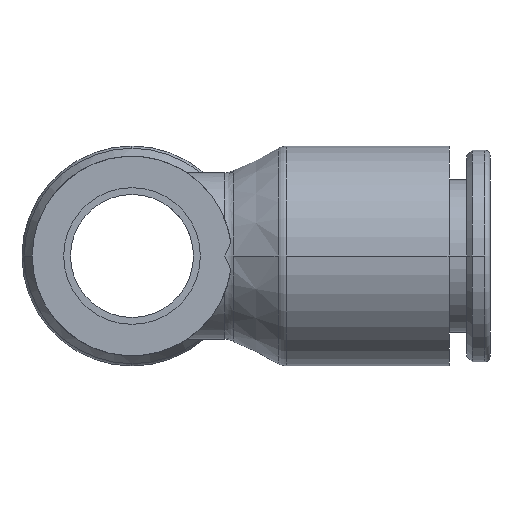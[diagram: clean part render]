
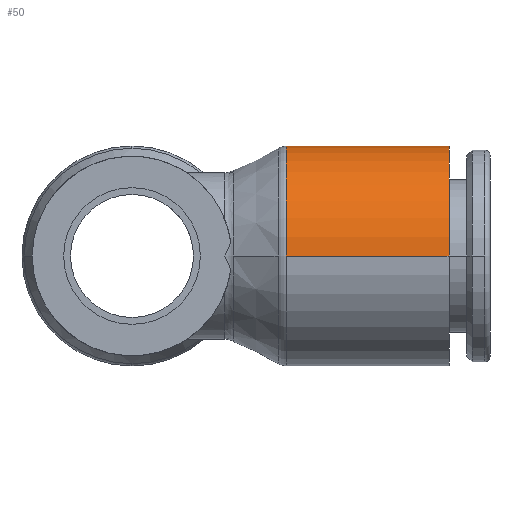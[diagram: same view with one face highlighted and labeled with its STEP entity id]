
A CAD part, front view. The second image highlights one B-rep face of the part: STEP entity #50.
In plain terms, the highlighted cylindrical face has radius 8.05 mm (diameter 16.1 mm), a partial arc.
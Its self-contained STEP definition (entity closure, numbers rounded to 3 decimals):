
#50=ADVANCED_FACE('',(#136),#137,.T.);
#136=FACE_OUTER_BOUND('',#309,.T.);
#137=CYLINDRICAL_SURFACE('',#310,8.05);
#309=EDGE_LOOP('',(#509,#510,#511,#512,#513));
#310=AXIS2_PLACEMENT_3D('',#514,#515,#516);
#509=ORIENTED_EDGE('',*,*,#1167,.F.);
#510=ORIENTED_EDGE('',*,*,#1168,.T.);
#511=ORIENTED_EDGE('',*,*,#1169,.T.);
#512=ORIENTED_EDGE('',*,*,#1170,.F.);
#513=ORIENTED_EDGE('',*,*,#1171,.F.);
#514=CARTESIAN_POINT('',(17.25,31.5,0.0));
#515=DIRECTION('',(1.0,0.0,0.0));
#516=DIRECTION('',(0.0,1.0,0.0));
#1167=EDGE_CURVE('',#1399,#1400,#1401,.T.);
#1168=EDGE_CURVE('',#1399,#1402,#1403,.T.);
#1169=EDGE_CURVE('',#1402,#1404,#1405,.T.);
#1170=EDGE_CURVE('',#1406,#1404,#1407,.T.);
#1171=EDGE_CURVE('',#1400,#1406,#1408,.T.);
#1399=VERTEX_POINT('',#1761);
#1400=VERTEX_POINT('',#1762);
#1401=LINE('',#1763,#1764);
#1402=VERTEX_POINT('',#1765);
#1403=CIRCLE('',#1766,8.05);
#1404=VERTEX_POINT('',#1767);
#1405=CIRCLE('',#1768,8.05);
#1406=VERTEX_POINT('',#1769);
#1407=LINE('',#1770,#1771);
#1408=CIRCLE('',#1772,8.05);
#1761=CARTESIAN_POINT('',(11.3,39.55,0.0));
#1762=CARTESIAN_POINT('',(23.2,39.55,0.0));
#1763=CARTESIAN_POINT('',(17.25,39.55,0.));
#1764=VECTOR('',#2441,1.0);
#1765=CARTESIAN_POINT('',(11.3,31.5,8.05));
#1766=AXIS2_PLACEMENT_3D('',#2442,#2443,#2444);
#1767=CARTESIAN_POINT('',(11.3,23.45,0.));
#1768=AXIS2_PLACEMENT_3D('',#2445,#2446,#2447);
#1769=CARTESIAN_POINT('',(23.2,23.45,0.));
#1770=CARTESIAN_POINT('',(17.25,23.45,0.));
#1771=VECTOR('',#2448,1.0);
#1772=AXIS2_PLACEMENT_3D('',#2449,#2450,#2451);
#2441=DIRECTION('',(1.0,0.0,0.0));
#2442=CARTESIAN_POINT('',(11.3,31.5,0.0));
#2443=DIRECTION('',(1.0,0.0,0.0));
#2444=DIRECTION('',(0.0,1.0,0.0));
#2445=CARTESIAN_POINT('',(11.3,31.5,0.0));
#2446=DIRECTION('',(1.0,0.0,0.0));
#2447=DIRECTION('',(0.0,1.0,0.0));
#2448=DIRECTION('',(-1.0,-0.0,-0.0));
#2449=CARTESIAN_POINT('',(23.2,31.5,0.0));
#2450=DIRECTION('',(1.0,0.0,0.0));
#2451=DIRECTION('',(0.0,1.0,0.0));
